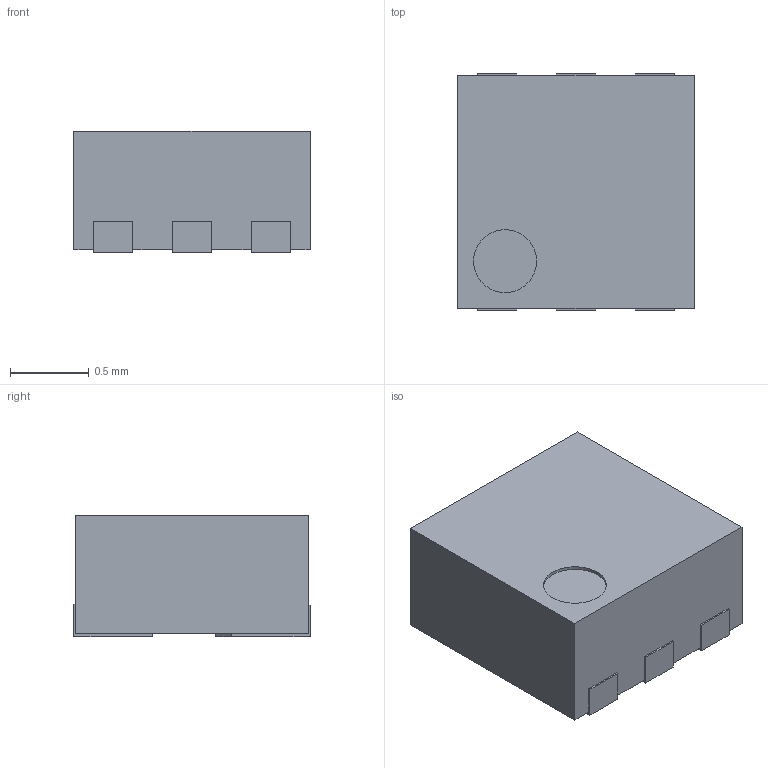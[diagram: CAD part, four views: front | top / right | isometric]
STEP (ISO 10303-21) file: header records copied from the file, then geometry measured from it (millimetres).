
FILE_DESCRIPTION(('STEP AP242'),'1');
FILE_NAME('WSON-6 vergleichbar mit TLV70018DSET.stp','2020-07-23T15:49:46',(' '),(' '),'Spatial InterOp 3D',' ',' ');
FILE_SCHEMA(('AP242_MANAGED_MODEL_BASED_3D_ENGINEERING_MIM_LF {1 0 10303 442 1 1 4}'));
Length unit declared in the file: metre
Products named in the file (1): Volumenkörper
Bounding box: 1.5 x 1.5 x 0.77 mm (x, y, z)
Volume: 1.7 mm3; surface area: 9.2 mm2
Topology: 1 solids, 1 shells, 47 faces, 132 edges, 88 vertices
Faces by surface type: plane 45, cylinder 2
Entity records: 1891 total; most frequent: CARTESIAN_POINT 268, ORIENTED_EDGE 264, DIRECTION 232, EDGE_CURVE 132, LINE 128, VECTOR 128, VERTEX_POINT 88, AXIS2_PLACEMENT_3D 52
